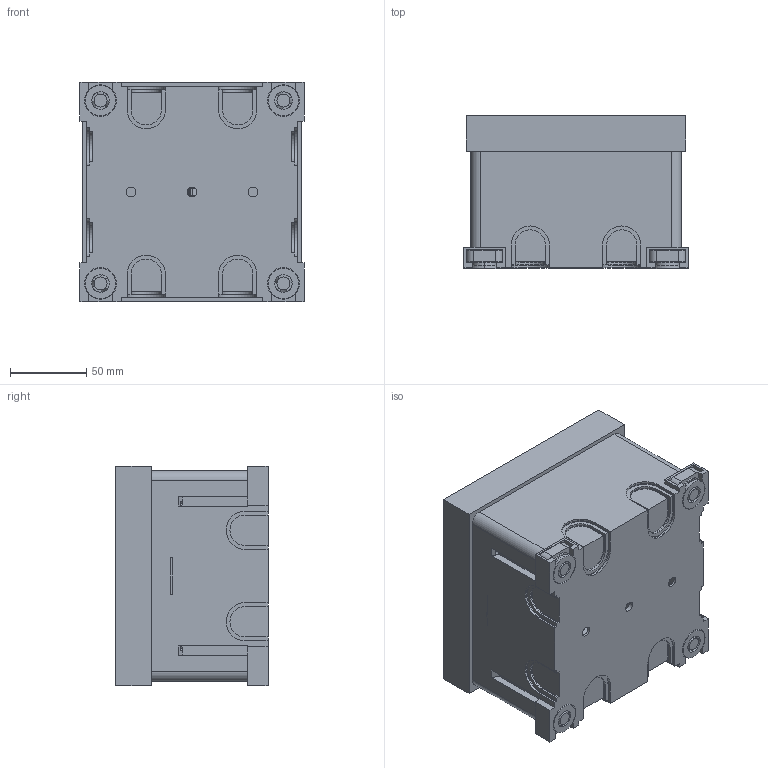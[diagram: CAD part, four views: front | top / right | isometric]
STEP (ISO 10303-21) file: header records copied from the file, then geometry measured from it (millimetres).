
FILE_DESCRIPTION((''),'2;1');
FILE_NAME('T-00923_ASM','2022-10-21T11:25:06',('letterg'),(''),'CREO PARAMETRIC BY PTC INC, 2022024','CREO PARAMETRIC BY PTC INC, 2022024','');
FILE_SCHEMA(('AUTOMOTIVE_DESIGN { 1 0 10303 214 1 1 1 1 }'));
Length unit declared in the file: millimetre
Products named in the file (17): T-01523; 60449-M; 60450-M; T-01524KON; U09001; T-00714; T-00567; T-00565; T-00592S; T-00591S; T-00724S; T-00780S_ASM; T-00850_ASM; T-01518; T-01520; U02146; T-00923_ASM
Assembly tree (28 placements, depth 4):
  T-00923_ASM
    T-01523
    60449-M  x4
    60450-M  x4
    T-01524KON
    U09001  x4
    T-00714  x4
    T-00567
    T-00850_ASM
      T-00565
      T-00780S_ASM
        T-00592S
        T-00591S
        T-00724S
    T-01518
    T-01520
    U02146
Bounding box: 147 x 100.2 x 144 mm (x, y, z)
Volume: 286643.3 mm3; surface area: 359229.7 mm2
Topology: 26 solids, 26 shells, 1463 faces, 3974 edges, 2580 vertices
Faces by surface type: plane 857, cylinder 378, cone 110, torus 70, bspline 28, sphere 18, extrusion 2
Entity records: 44531 total; most frequent: CARTESIAN_POINT 9044, ORIENTED_EDGE 5872, DIRECTION 5629, EDGE_CURVE 2936, PRESENTATION_STYLE_ASSIGNMENT 2231, STYLED_ITEM 2231, CURVE_STYLE 2223, VECTOR 2167
